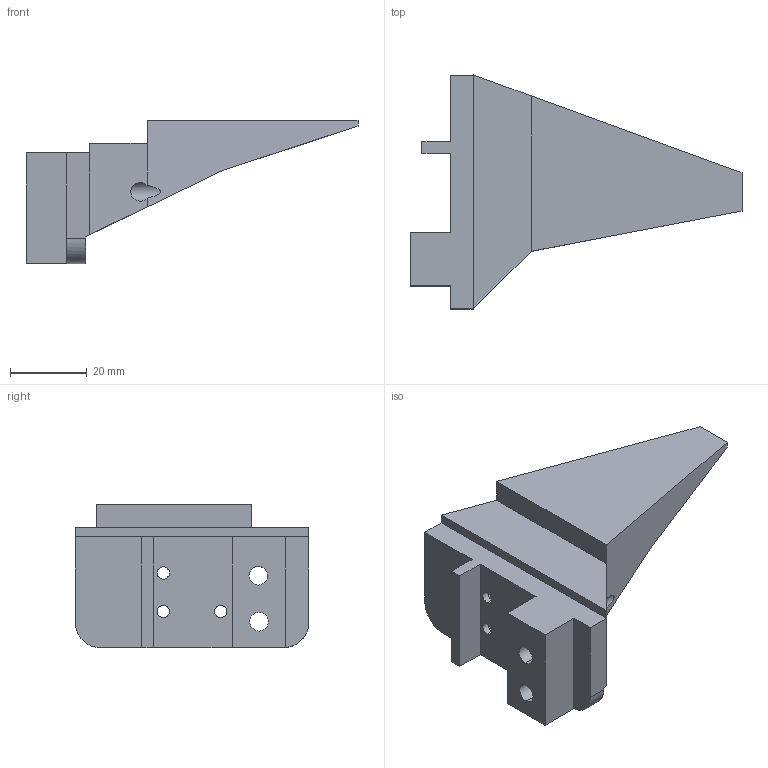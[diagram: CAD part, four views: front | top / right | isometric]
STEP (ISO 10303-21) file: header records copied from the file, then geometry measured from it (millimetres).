
FILE_DESCRIPTION (( 'STEP AP203' ), '1' );
FILE_NAME ('gripper-2.STEP', '2025-10-20T03:12:36', ( '' ), ( '' ), 'SwSTEP 2.0', 'SolidWorks 2025', '' );
FILE_SCHEMA (( 'CONFIG_CONTROL_DESIGN' ));
Length unit declared in the file: millimetre
Products named in the file (1): gripper-2
Bounding box: 86.6 x 61 x 37.35 mm (x, y, z)
Volume: 30902.4 mm3; surface area: 14260.3 mm2
Topology: 1 solids, 1 shells, 53 faces, 144 edges, 95 vertices
Faces by surface type: plane 33, cylinder 20
Entity records: 1772 total; most frequent: CARTESIAN_POINT 311, ORIENTED_EDGE 288, DIRECTION 283, EDGE_CURVE 144, VECTOR 101, LINE 101, VERTEX_POINT 95, AXIS2_PLACEMENT_3D 91
